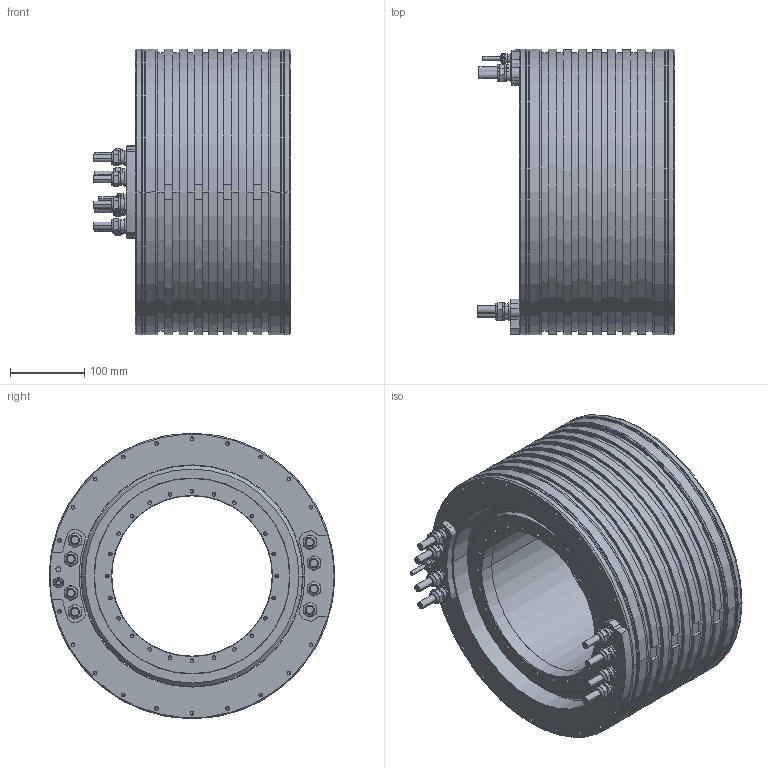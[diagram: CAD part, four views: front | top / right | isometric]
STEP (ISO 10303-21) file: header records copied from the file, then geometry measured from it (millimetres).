
FILE_DESCRIPTION((''),'2;1');
FILE_NAME('667304-01-D01_ASM','2008-08-04T',('ch5461'),(''),'PRO/ENGINEER BY PARAMETRIC TECHNOLOGY CORPORATION, 2006080','PRO/ENGINEER BY PARAMETRIC TECHNOLOGY CORPORATION, 2006080','');
FILE_SCHEMA(('CONFIG_CONTROL_DESIGN'));
Length unit declared in the file: millimetre
Products named in the file (8): 667304-02-D01; 667304-03-D01; 353668-13-K01; 647519-02-A01; 353668-04-K01; 645986-02-A01; 639395-01-K01; 667304-01-D01_ASM
Assembly tree (22 placements, depth 2):
  667304-01-D01_ASM
    667304-02-D01
    667304-03-D01
    353668-13-K01  x8
    647519-02-A01  x8
    353668-04-K01
    645986-02-A01
    639395-01-K01  x2
Bounding box: 266.5 x 385 x 385 mm (x, y, z)
Volume: 14999454.5 mm3; surface area: 1095690.2 mm2
Topology: 22 solids, 26 shells, 1127 faces, 2567 edges, 1451 vertices
Faces by surface type: cylinder 444, plane 355, cone 274, torus 54
Entity records: 20345 total; most frequent: DIRECTION 3875, CARTESIAN_POINT 3366, ORIENTED_EDGE 3126, EDGE_CURVE 1563, AXIS2_PLACEMENT_3D 1557, VERTEX_POINT 967, EDGE_LOOP 876, CIRCLE 786
